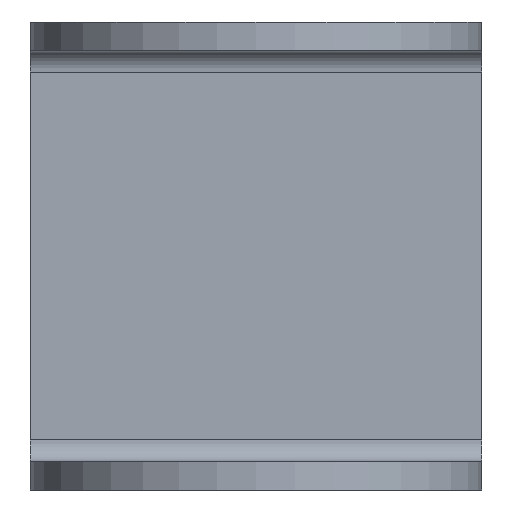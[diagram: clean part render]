
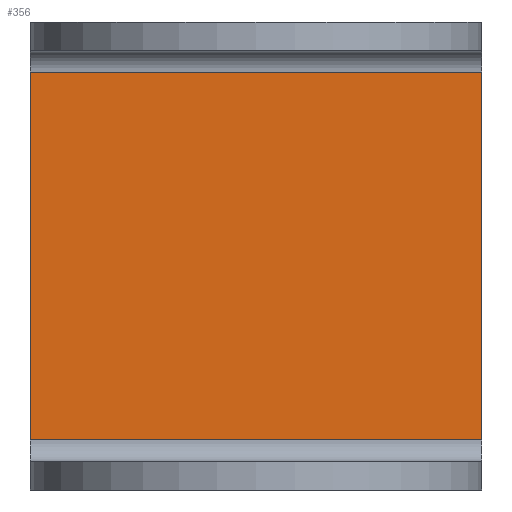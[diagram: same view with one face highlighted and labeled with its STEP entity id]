
A CAD part, front view. The second image highlights one B-rep face of the part: STEP entity #356.
In plain terms, the highlighted planar face has unit normal (0, -1, 0).
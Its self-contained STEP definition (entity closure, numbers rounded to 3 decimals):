
#1=DIRECTION('',(0.,0.,1.));
#2=VECTOR('',#1,44.);
#3=CARTESIAN_POINT('',(-27.,0.,-22.));
#4=LINE('',#3,#2);
#5=DIRECTION('',(0.,0.,-1.));
#6=VECTOR('',#5,44.);
#7=CARTESIAN_POINT('',(27.,0.,22.));
#8=LINE('',#7,#6);
#118=DIRECTION('',(1.,0.,0.));
#119=VECTOR('',#118,54.);
#120=CARTESIAN_POINT('',(-27.,0.,-22.));
#121=LINE('',#120,#119);
#224=DIRECTION('',(-1.,0.,0.));
#225=VECTOR('',#224,54.);
#226=CARTESIAN_POINT('',(27.,0.,22.));
#227=LINE('',#226,#225);
#289=CARTESIAN_POINT('',(27.,0.,-22.));
#290=VERTEX_POINT('',#289);
#291=CARTESIAN_POINT('',(-27.,0.,-22.));
#292=VERTEX_POINT('',#291);
#313=CARTESIAN_POINT('',(-27.,0.,22.));
#314=VERTEX_POINT('',#313);
#315=CARTESIAN_POINT('',(27.,0.,22.));
#316=VERTEX_POINT('',#315);
#341=CARTESIAN_POINT('',(0.,0.,0.));
#342=DIRECTION('',(0.,1.,0.));
#343=DIRECTION('',(1.,0.,0.));
#344=AXIS2_PLACEMENT_3D('',#341,#342,#343);
#345=PLANE('',#344);
#347=ORIENTED_EDGE('',*,*,#346,.T.);
#349=ORIENTED_EDGE('',*,*,#348,.F.);
#351=ORIENTED_EDGE('',*,*,#350,.T.);
#353=ORIENTED_EDGE('',*,*,#352,.F.);
#354=EDGE_LOOP('',(#347,#349,#351,#353));
#355=FACE_OUTER_BOUND('',#354,.F.);
#356=ADVANCED_FACE('',(#355),#345,.F.);
#346=EDGE_CURVE('',#292,#314,#4,.T.);
#348=EDGE_CURVE('',#316,#314,#227,.T.);
#350=EDGE_CURVE('',#316,#290,#8,.T.);
#352=EDGE_CURVE('',#292,#290,#121,.T.);
